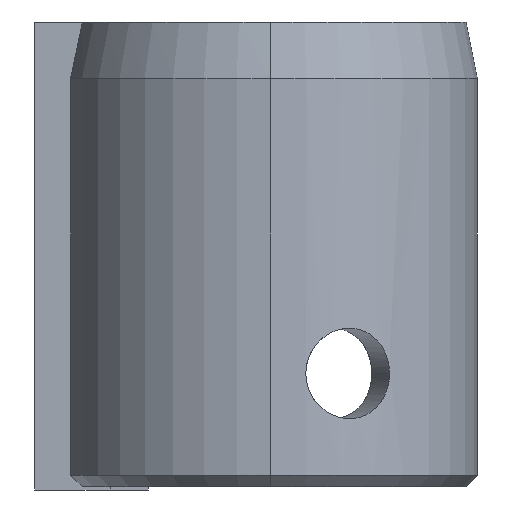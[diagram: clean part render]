
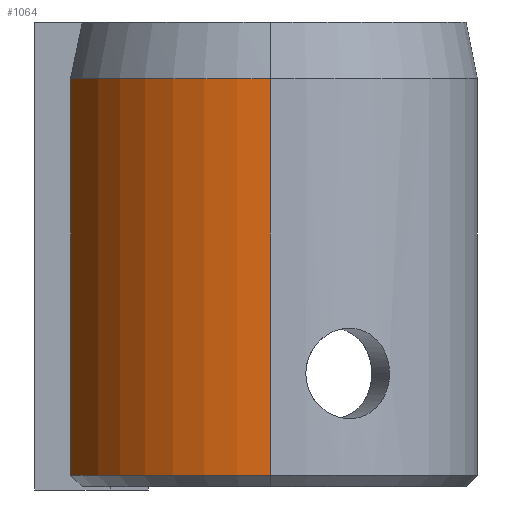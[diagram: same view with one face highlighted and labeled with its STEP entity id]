
A CAD part, left-side view. The second image highlights one B-rep face of the part: STEP entity #1064.
In plain terms, the highlighted cylindrical face has radius 18.256 mm (diameter 36.512 mm), a partial arc.
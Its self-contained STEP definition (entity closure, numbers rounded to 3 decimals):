
#73 = ORIENTED_EDGE ( 'NONE', *, *, #1173, .T. ) ;
#95 = DIRECTION ( 'NONE',  ( 0., 0., -1. ) ) ;
#169 = VECTOR ( 'NONE', #318, 1000. ) ;
#180 = EDGE_LOOP ( 'NONE', ( #1375, #73, #547, #1377 ) ) ;
#212 = FACE_OUTER_BOUND ( 'NONE', #180, .T. ) ;
#237 = VERTEX_POINT ( 'NONE', #354 ) ;
#294 = CARTESIAN_POINT ( 'NONE',  ( 0., 0., 15.5 ) ) ;
#318 = DIRECTION ( 'NONE',  ( 0., 0., 1. ) ) ;
#325 = CARTESIAN_POINT ( 'NONE',  ( 0., 0., 20.5 ) ) ;
#354 = CARTESIAN_POINT ( 'NONE',  ( -4.768, 17.623, -19.5 ) ) ;
#373 = DIRECTION ( 'NONE',  ( 0., 0., 1. ) ) ;
#388 = CARTESIAN_POINT ( 'NONE',  ( 0., 0., -19.5 ) ) ;
#398 = AXIS2_PLACEMENT_3D ( 'NONE', #388, #373, #496 ) ;
#490 = EDGE_CURVE ( 'NONE', #857, #921, #764, .T. ) ;
#496 = DIRECTION ( 'NONE',  ( -1., 0., 0. ) ) ;
#547 = ORIENTED_EDGE ( 'NONE', *, *, #1199, .F. ) ;
#565 = VECTOR ( 'NONE', #649, 1000. ) ;
#635 = CARTESIAN_POINT ( 'NONE',  ( -4.768, 17.623, 20.5 ) ) ;
#649 = DIRECTION ( 'NONE',  ( 0., 0., -1. ) ) ;
#760 = DIRECTION ( 'NONE',  ( -1., 0., 0. ) ) ;
#764 = LINE ( 'NONE', #794, #565 ) ;
#774 = DIRECTION ( 'NONE',  ( -1., 0., 0. ) ) ;
#794 = CARTESIAN_POINT ( 'NONE',  ( -18.256, 0., 20.5 ) ) ;
#857 = VERTEX_POINT ( 'NONE', #1035 ) ;
#921 = VERTEX_POINT ( 'NONE', #1133 ) ;
#928 = CIRCLE ( 'NONE', #977, 18.256 ) ;
#977 = AXIS2_PLACEMENT_3D ( 'NONE', #294, #95, #760 ) ;
#980 = EDGE_CURVE ( 'NONE', #237, #921, #1418, .T. ) ;
#988 = CARTESIAN_POINT ( 'NONE',  ( -4.768, 17.623, 15.5 ) ) ;
#1035 = CARTESIAN_POINT ( 'NONE',  ( -18.256, 0., 15.5 ) ) ;
#1064 = ADVANCED_FACE ( 'NONE', ( #212 ), #1449, .T. ) ;
#1089 = VERTEX_POINT ( 'NONE', #988 ) ;
#1133 = CARTESIAN_POINT ( 'NONE',  ( -18.256, 0., -19.5 ) ) ;
#1173 = EDGE_CURVE ( 'NONE', #857, #1089, #928, .T. ) ;
#1199 = EDGE_CURVE ( 'NONE', #237, #1089, #1226, .T. ) ;
#1222 = DIRECTION ( 'NONE',  ( 0., 0., -1. ) ) ;
#1226 = LINE ( 'NONE', #635, #169 ) ;
#1375 = ORIENTED_EDGE ( 'NONE', *, *, #490, .F. ) ;
#1377 = ORIENTED_EDGE ( 'NONE', *, *, #980, .T. ) ;
#1405 = AXIS2_PLACEMENT_3D ( 'NONE', #325, #1222, #774 ) ;
#1418 = CIRCLE ( 'NONE', #398, 18.256 ) ;
#1449 = CYLINDRICAL_SURFACE ( 'NONE', #1405, 18.256 ) ;
